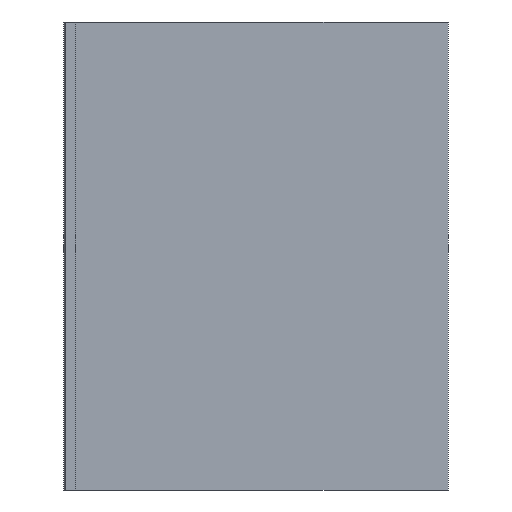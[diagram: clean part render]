
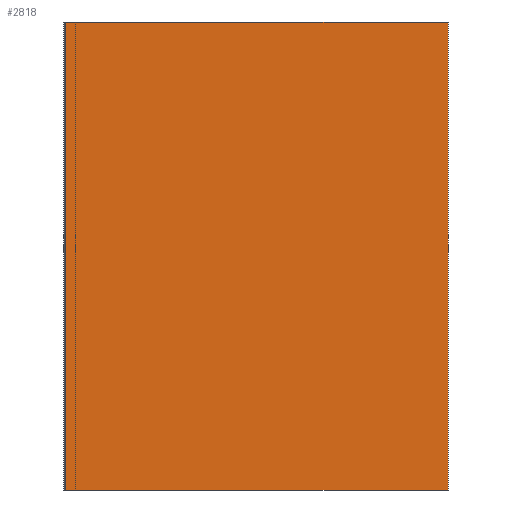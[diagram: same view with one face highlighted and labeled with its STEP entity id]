
A CAD part, left-side view. The second image highlights one B-rep face of the part: STEP entity #2818.
In plain terms, the highlighted planar face has unit normal (-1, 0, 0).
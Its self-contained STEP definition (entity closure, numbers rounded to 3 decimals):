
#617 = DIRECTION ( 'NONE',  ( -1., 0., 0. ) ) ;
#655 = VERTEX_POINT ( 'NONE', #8210 ) ;
#953 = VECTOR ( 'NONE', #7784, 1000. ) ;
#1175 = CARTESIAN_POINT ( 'NONE',  ( -50., 6.124, -4. ) ) ;
#1273 = VECTOR ( 'NONE', #5411, 1000. ) ;
#1323 = EDGE_LOOP ( 'NONE', ( #9332, #4826, #3629, #4775 ) ) ;
#2064 = VERTEX_POINT ( 'NONE', #5139 ) ;
#2818 = ADVANCED_FACE ( 'NONE', ( #8255 ), #4012, .T. ) ;
#3349 = AXIS2_PLACEMENT_3D ( 'NONE', #8317, #617, #7422 ) ;
#3501 = VECTOR ( 'NONE', #5083, 1000. ) ;
#3629 = ORIENTED_EDGE ( 'NONE', *, *, #5160, .F. ) ;
#3676 = DIRECTION ( 'NONE',  ( 0., 0., -1. ) ) ;
#3699 = VERTEX_POINT ( 'NONE', #8091 ) ;
#4012 = PLANE ( 'NONE',  #3349 ) ;
#4370 = CARTESIAN_POINT ( 'NONE',  ( -50., 0.4, -3. ) ) ;
#4646 = VECTOR ( 'NONE', #3676, 1000. ) ;
#4775 = ORIENTED_EDGE ( 'NONE', *, *, #7084, .F. ) ;
#4826 = ORIENTED_EDGE ( 'NONE', *, *, #6749, .F. ) ;
#5074 = EDGE_CURVE ( 'NONE', #9121, #655, #7199, .T. ) ;
#5083 = DIRECTION ( 'NONE',  ( 0., -1., 0. ) ) ;
#5139 = CARTESIAN_POINT ( 'NONE',  ( -50., 0.4, 4. ) ) ;
#5160 = EDGE_CURVE ( 'NONE', #2064, #3699, #5571, .T. ) ;
#5411 = DIRECTION ( 'NONE',  ( 0., 0., 1. ) ) ;
#5571 = LINE ( 'NONE', #7253, #4646 ) ;
#6749 = EDGE_CURVE ( 'NONE', #3699, #9121, #8619, .T. ) ;
#6986 = CARTESIAN_POINT ( 'NONE',  ( -50., 6.15, 4. ) ) ;
#7084 = EDGE_CURVE ( 'NONE', #655, #2064, #7885, .T. ) ;
#7199 = LINE ( 'NONE', #1175, #1273 ) ;
#7253 = CARTESIAN_POINT ( 'NONE',  ( -50., 0.4, 4. ) ) ;
#7422 = DIRECTION ( 'NONE',  ( 0., 0., 1. ) ) ;
#7784 = DIRECTION ( 'NONE',  ( 0., 1., 0. ) ) ;
#7885 = LINE ( 'NONE', #6986, #3501 ) ;
#8091 = CARTESIAN_POINT ( 'NONE',  ( -50., 0.4, -3. ) ) ;
#8210 = CARTESIAN_POINT ( 'NONE',  ( -50., 6.124, 4. ) ) ;
#8255 = FACE_OUTER_BOUND ( 'NONE', #1323, .T. ) ;
#8317 = CARTESIAN_POINT ( 'NONE',  ( -50., 6.15, -4. ) ) ;
#8619 = LINE ( 'NONE', #4370, #953 ) ;
#8716 = CARTESIAN_POINT ( 'NONE',  ( -50., 6.124, -3. ) ) ;
#9121 = VERTEX_POINT ( 'NONE', #8716 ) ;
#9332 = ORIENTED_EDGE ( 'NONE', *, *, #5074, .F. ) ;
